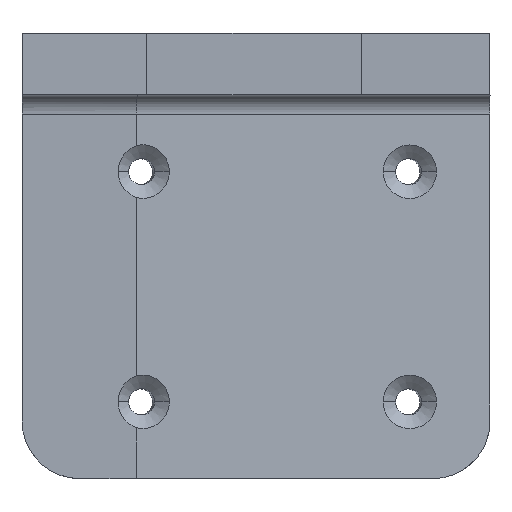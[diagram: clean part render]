
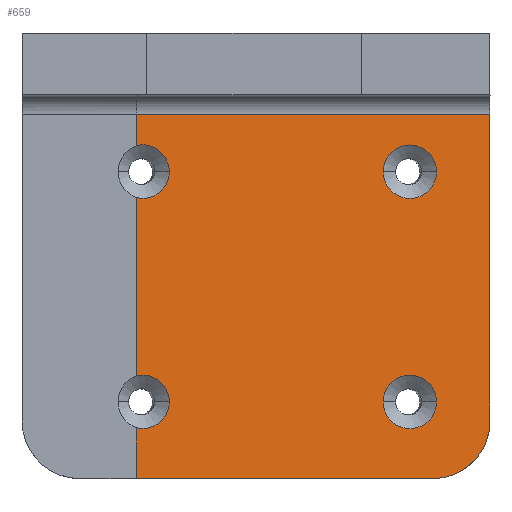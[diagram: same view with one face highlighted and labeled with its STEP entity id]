
A CAD part, top view. The second image highlights one B-rep face of the part: STEP entity #659.
In plain terms, the highlighted planar face has unit normal (0.099, 0, 0.995).
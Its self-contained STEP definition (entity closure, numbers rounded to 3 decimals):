
#463=CARTESIAN_POINT('Vertex',(-30.675,-31.8,-12.)) ;
#486=CARTESIAN_POINT('Line Origine',(0.003,-31.8,-15.062)) ;
#490=CARTESIAN_POINT('Vertex',(61.5,-31.8,-21.2)) ;
#525=CARTESIAN_POINT('Axis2P3D Location',(-30.675,-26.8,-12.)) ;
#531=CARTESIAN_POINT('Control Point',(61.5,-111.8,-21.2)) ;
#532=CARTESIAN_POINT('Control Point',(61.5,-113.314,-21.2)) ;
#533=CARTESIAN_POINT('Control Point',(61.309,-114.827,-21.181)) ;
#534=CARTESIAN_POINT('Control Point',(60.927,-116.309,-21.143)) ;
#535=CARTESIAN_POINT('Control Point',(59.797,-119.146,-21.03)) ;
#536=CARTESIAN_POINT('Control Point',(57.998,-121.612,-20.851)) ;
#537=CARTESIAN_POINT('Control Point',(56.946,-122.725,-20.746)) ;
#538=CARTESIAN_POINT('Control Point',(54.58,-124.665,-20.51)) ;
#539=CARTESIAN_POINT('Control Point',(51.809,-125.953,-20.233)) ;
#540=CARTESIAN_POINT('Control Point',(50.346,-126.419,-20.087)) ;
#541=CARTESIAN_POINT('Control Point',(48.677,-126.724,-19.92)) ;
#542=CARTESIAN_POINT('Control Point',(46.995,-126.793,-19.752)) ;
#543=CARTESIAN_POINT('Control Point',(46.83,-126.798,-19.736)) ;
#544=CARTESIAN_POINT('Control Point',(46.665,-126.8,-19.72)) ;
#545=CARTESIAN_POINT('Control Point',(46.5,-126.8,-19.703)) ;
#546=CARTESIAN_POINT('Vertex',(61.5,-111.8,-21.2)) ;
#548=CARTESIAN_POINT('Vertex',(46.5,-126.8,-19.703)) ;
#551=CARTESIAN_POINT('Line Origine',(61.5,-71.8,-21.2)) ;
#556=CARTESIAN_POINT('Line Origine',(-30.675,-35.91,-12.)) ;
#560=CARTESIAN_POINT('Vertex',(-30.675,-40.02,-12.)) ;
#563=CARTESIAN_POINT('Axis2P3D Location',(-29.045,-46.8,-12.163)) ;
#567=CARTESIAN_POINT('Vertex',(-22.104,-46.8,-12.855)) ;
#570=CARTESIAN_POINT('Axis2P3D Location',(-29.045,-46.8,-12.163)) ;
#574=CARTESIAN_POINT('Vertex',(-30.675,-53.58,-12.)) ;
#577=CARTESIAN_POINT('Line Origine',(-30.675,-76.8,-12.)) ;
#581=CARTESIAN_POINT('Vertex',(-30.675,-100.02,-12.)) ;
#584=CARTESIAN_POINT('Axis2P3D Location',(-29.045,-106.8,-12.163)) ;
#588=CARTESIAN_POINT('Vertex',(-22.104,-106.8,-12.855)) ;
#591=CARTESIAN_POINT('Axis2P3D Location',(-29.045,-106.8,-12.163)) ;
#595=CARTESIAN_POINT('Vertex',(-30.675,-113.58,-12.)) ;
#598=CARTESIAN_POINT('Line Origine',(-30.675,-120.19,-12.)) ;
#602=CARTESIAN_POINT('Vertex',(-30.675,-126.8,-12.)) ;
#605=CARTESIAN_POINT('Line Origine',(7.913,-126.8,-15.852)) ;
#623=CARTESIAN_POINT('Axis2P3D Location',(40.609,-106.8,-19.115)) ;
#627=CARTESIAN_POINT('Vertex',(33.668,-106.8,-18.422)) ;
#629=CARTESIAN_POINT('Vertex',(47.55,-106.8,-19.808)) ;
#632=CARTESIAN_POINT('Axis2P3D Location',(40.609,-106.8,-19.115)) ;
#641=CARTESIAN_POINT('Axis2P3D Location',(40.609,-46.8,-19.115)) ;
#645=CARTESIAN_POINT('Vertex',(33.668,-46.8,-18.422)) ;
#647=CARTESIAN_POINT('Vertex',(47.55,-46.8,-19.808)) ;
#650=CARTESIAN_POINT('Axis2P3D Location',(40.609,-46.8,-19.115)) ;
#488=VECTOR('Line Direction',#487,1.) ;
#553=VECTOR('Line Direction',#552,1.) ;
#558=VECTOR('Line Direction',#557,1.) ;
#579=VECTOR('Line Direction',#578,1.) ;
#600=VECTOR('Line Direction',#599,1.) ;
#607=VECTOR('Line Direction',#606,1.) ;
#487=DIRECTION('Vector Direction',(0.995,0.,-0.099)) ;
#526=DIRECTION('Axis2P3D Direction',(-0.099,-0.,-0.995)) ;
#527=DIRECTION('Axis2P3D XDirection',(0.995,0.,-0.099)) ;
#552=DIRECTION('Vector Direction',(0.,-1.,0.)) ;
#557=DIRECTION('Vector Direction',(0.,-1.,0.)) ;
#564=DIRECTION('Axis2P3D Direction',(-0.099,-0.,-0.995)) ;
#571=DIRECTION('Axis2P3D Direction',(-0.099,-0.,-0.995)) ;
#578=DIRECTION('Vector Direction',(0.,-1.,0.)) ;
#585=DIRECTION('Axis2P3D Direction',(-0.099,-0.,-0.995)) ;
#592=DIRECTION('Axis2P3D Direction',(-0.099,-0.,-0.995)) ;
#599=DIRECTION('Vector Direction',(0.,-1.,0.)) ;
#606=DIRECTION('Vector Direction',(0.995,0.,-0.099)) ;
#624=DIRECTION('Axis2P3D Direction',(-0.099,-0.,-0.995)) ;
#633=DIRECTION('Axis2P3D Direction',(-0.099,-0.,-0.995)) ;
#642=DIRECTION('Axis2P3D Direction',(-0.099,-0.,-0.995)) ;
#651=DIRECTION('Axis2P3D Direction',(-0.099,-0.,-0.995)) ;
#528=AXIS2_PLACEMENT_3D('Plane Axis2P3D',#525,#526,#527) ;
#565=AXIS2_PLACEMENT_3D('Circle Axis2P3D',#563,#564,$) ;
#572=AXIS2_PLACEMENT_3D('Circle Axis2P3D',#570,#571,$) ;
#586=AXIS2_PLACEMENT_3D('Circle Axis2P3D',#584,#585,$) ;
#593=AXIS2_PLACEMENT_3D('Circle Axis2P3D',#591,#592,$) ;
#625=AXIS2_PLACEMENT_3D('Circle Axis2P3D',#623,#624,$) ;
#634=AXIS2_PLACEMENT_3D('Circle Axis2P3D',#632,#633,$) ;
#643=AXIS2_PLACEMENT_3D('Circle Axis2P3D',#641,#642,$) ;
#652=AXIS2_PLACEMENT_3D('Circle Axis2P3D',#650,#651,$) ;
#489=LINE('Line',#486,#488) ;
#554=LINE('Line',#551,#553) ;
#559=LINE('Line',#556,#558) ;
#580=LINE('Line',#577,#579) ;
#601=LINE('Line',#598,#600) ;
#608=LINE('Line',#605,#607) ;
#566=CIRCLE('generated circle',#565,6.975) ;
#573=CIRCLE('generated circle',#572,6.975) ;
#587=CIRCLE('generated circle',#586,6.975) ;
#594=CIRCLE('generated circle',#593,6.975) ;
#626=CIRCLE('generated circle',#625,6.975) ;
#635=CIRCLE('generated circle',#634,6.975) ;
#644=CIRCLE('generated circle',#643,6.975) ;
#653=CIRCLE('generated circle',#652,6.975) ;
#529=PLANE('',#528) ;
#640=FACE_BOUND('',#637,.T.) ;
#658=FACE_BOUND('',#655,.T.) ;
#492=EDGE_CURVE('',#464,#491,#489,.T.) ;
#550=EDGE_CURVE('',#547,#549,#530,.T.) ;
#555=EDGE_CURVE('',#491,#547,#554,.T.) ;
#562=EDGE_CURVE('',#464,#561,#559,.T.) ;
#569=EDGE_CURVE('',#561,#568,#566,.T.) ;
#576=EDGE_CURVE('',#568,#575,#573,.T.) ;
#583=EDGE_CURVE('',#575,#582,#580,.T.) ;
#590=EDGE_CURVE('',#582,#589,#587,.T.) ;
#597=EDGE_CURVE('',#589,#596,#594,.T.) ;
#604=EDGE_CURVE('',#596,#603,#601,.T.) ;
#609=EDGE_CURVE('',#549,#603,#608,.F.) ;
#631=EDGE_CURVE('',#628,#630,#626,.T.) ;
#636=EDGE_CURVE('',#630,#628,#635,.T.) ;
#649=EDGE_CURVE('',#646,#648,#644,.T.) ;
#654=EDGE_CURVE('',#648,#646,#653,.T.) ;
#610=EDGE_LOOP('',(#611,#612,#613,#614,#615,#616,#617,#618,#619,#620,#621)) ;
#637=EDGE_LOOP('',(#638,#639)) ;
#655=EDGE_LOOP('',(#656,#657)) ;
#611=ORIENTED_EDGE('',*,*,#550,.F.) ;
#612=ORIENTED_EDGE('',*,*,#555,.F.) ;
#613=ORIENTED_EDGE('',*,*,#492,.F.) ;
#614=ORIENTED_EDGE('',*,*,#562,.T.) ;
#615=ORIENTED_EDGE('',*,*,#569,.T.) ;
#616=ORIENTED_EDGE('',*,*,#576,.T.) ;
#617=ORIENTED_EDGE('',*,*,#583,.T.) ;
#618=ORIENTED_EDGE('',*,*,#590,.T.) ;
#619=ORIENTED_EDGE('',*,*,#597,.T.) ;
#620=ORIENTED_EDGE('',*,*,#604,.T.) ;
#621=ORIENTED_EDGE('',*,*,#609,.F.) ;
#638=ORIENTED_EDGE('',*,*,#631,.T.) ;
#639=ORIENTED_EDGE('',*,*,#636,.T.) ;
#656=ORIENTED_EDGE('',*,*,#649,.T.) ;
#657=ORIENTED_EDGE('',*,*,#654,.T.) ;
#464=VERTEX_POINT('',#463) ;
#491=VERTEX_POINT('',#490) ;
#547=VERTEX_POINT('',#546) ;
#549=VERTEX_POINT('',#548) ;
#561=VERTEX_POINT('',#560) ;
#568=VERTEX_POINT('',#567) ;
#575=VERTEX_POINT('',#574) ;
#582=VERTEX_POINT('',#581) ;
#589=VERTEX_POINT('',#588) ;
#596=VERTEX_POINT('',#595) ;
#603=VERTEX_POINT('',#602) ;
#628=VERTEX_POINT('',#627) ;
#630=VERTEX_POINT('',#629) ;
#646=VERTEX_POINT('',#645) ;
#648=VERTEX_POINT('',#647) ;
#659=ADVANCED_FACE('PartBody',(#622,#640,#658),#529,.F.) ;
#530=B_SPLINE_CURVE_WITH_KNOTS('',5,(#531,#532,#533,#534,#535,#536,#537,#538,#539,#540,#541,#542,#543,#544,#545),.UNSPECIFIED.,.F.,.U.,(6,3,3,3,6),(0.,10.703,21.444,32.232,33.404),.UNSPECIFIED.) ;
#622=FACE_OUTER_BOUND('',#610,.T.) ;
